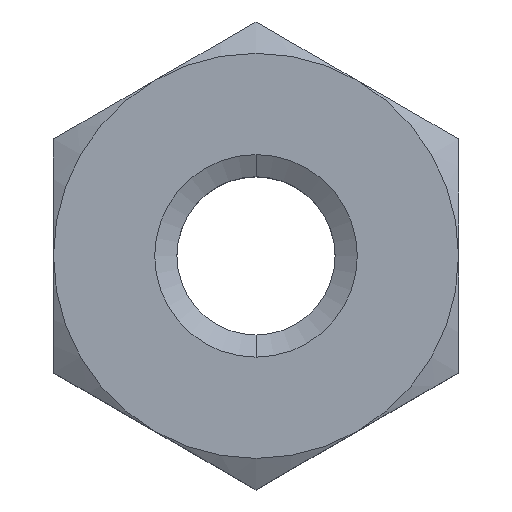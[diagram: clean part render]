
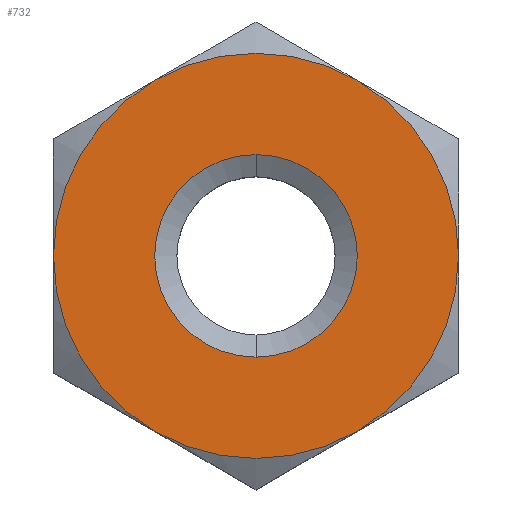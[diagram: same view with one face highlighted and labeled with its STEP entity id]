
A CAD part, top view. The second image highlights one B-rep face of the part: STEP entity #732.
In plain terms, the highlighted planar face has unit normal (0, 0, 1).
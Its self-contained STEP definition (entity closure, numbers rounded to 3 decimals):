
#282=CARTESIAN_POINT('',(0.,0.,1.3));
#283=DIRECTION('',(0.,0.,1.));
#284=DIRECTION('',(-0.5,-0.866,0.));
#285=AXIS2_PLACEMENT_3D('',#282,#283,#284);
#287=CARTESIAN_POINT('',(0.,0.,1.3));
#288=DIRECTION('',(0.,0.,-1.));
#289=DIRECTION('',(-0.5,-0.866,0.));
#290=AXIS2_PLACEMENT_3D('',#287,#288,#289);
#292=CARTESIAN_POINT('',(0.,0.,1.3));
#293=DIRECTION('',(0.,0.,-1.));
#294=DIRECTION('',(-1.,0.,0.));
#295=AXIS2_PLACEMENT_3D('',#292,#293,#294);
#297=CARTESIAN_POINT('',(0.,0.,1.3));
#298=DIRECTION('',(0.,0.,-1.));
#299=DIRECTION('',(0.5,0.866,0.));
#300=AXIS2_PLACEMENT_3D('',#297,#298,#299);
#302=CARTESIAN_POINT('',(0.,0.,1.3));
#303=DIRECTION('',(0.,0.,-1.));
#304=DIRECTION('',(1.,0.,0.));
#305=AXIS2_PLACEMENT_3D('',#302,#303,#304);
#307=CARTESIAN_POINT('',(0.,0.,1.3));
#308=DIRECTION('',(0.,0.,-1.));
#309=DIRECTION('',(0.,-1.,0.));
#310=AXIS2_PLACEMENT_3D('',#307,#308,#309);
#312=CARTESIAN_POINT('',(0.,0.,1.3));
#313=DIRECTION('',(0.,0.,-1.));
#314=DIRECTION('',(0.,1.,0.));
#315=AXIS2_PLACEMENT_3D('',#312,#313,#314);
#317=CARTESIAN_POINT('',(0.,0.,1.3));
#318=DIRECTION('',(0.,0.,1.));
#319=DIRECTION('',(0.5,0.866,0.));
#320=AXIS2_PLACEMENT_3D('',#317,#318,#319);
#402=CARTESIAN_POINT('',(-0.8,-1.386,1.3));
#403=CARTESIAN_POINT('',(-1.6,0.,1.3));
#404=VERTEX_POINT('',#402);
#405=VERTEX_POINT('',#403);
#406=CARTESIAN_POINT('',(-0.8,1.386,1.3));
#407=VERTEX_POINT('',#406);
#408=CARTESIAN_POINT('',(0.,-0.8,1.3));
#409=CARTESIAN_POINT('',(0.,0.8,1.3));
#410=VERTEX_POINT('',#408);
#411=VERTEX_POINT('',#409);
#412=CARTESIAN_POINT('',(0.8,1.386,1.3));
#413=CARTESIAN_POINT('',(1.6,0.,1.3));
#414=VERTEX_POINT('',#412);
#415=VERTEX_POINT('',#413);
#416=CARTESIAN_POINT('',(0.8,-1.386,1.3));
#417=VERTEX_POINT('',#416);
#712=CARTESIAN_POINT('',(0.,0.,1.3));
#713=DIRECTION('',(0.,0.,1.));
#714=DIRECTION('',(-1.,0.,0.));
#715=AXIS2_PLACEMENT_3D('',#712,#713,#714);
#716=PLANE('',#715);
#717=ORIENTED_EDGE('',*,*,#707,.F.);
#718=ORIENTED_EDGE('',*,*,#669,.T.);
#719=ORIENTED_EDGE('',*,*,#657,.T.);
#721=ORIENTED_EDGE('',*,*,#720,.F.);
#722=ORIENTED_EDGE('',*,*,#681,.T.);
#723=ORIENTED_EDGE('',*,*,#693,.T.);
#724=EDGE_LOOP('',(#717,#718,#719,#721,#722,#723));
#725=FACE_OUTER_BOUND('',#724,.F.);
#727=ORIENTED_EDGE('',*,*,#726,.F.);
#729=ORIENTED_EDGE('',*,*,#728,.F.);
#730=EDGE_LOOP('',(#727,#729));
#731=FACE_BOUND('',#730,.F.);
#732=ADVANCED_FACE('',(#725,#731),#716,.T.);
#286=CIRCLE('',#285,1.6);
#291=CIRCLE('',#290,1.6);
#296=CIRCLE('',#295,1.6);
#301=CIRCLE('',#300,1.6);
#306=CIRCLE('',#305,1.6);
#311=CIRCLE('',#310,0.8);
#316=CIRCLE('',#315,0.8);
#321=CIRCLE('',#320,1.6);
#657=EDGE_CURVE('',#405,#407,#296,.T.);
#669=EDGE_CURVE('',#404,#405,#291,.T.);
#681=EDGE_CURVE('',#414,#415,#301,.T.);
#693=EDGE_CURVE('',#415,#417,#306,.T.);
#707=EDGE_CURVE('',#404,#417,#286,.T.);
#720=EDGE_CURVE('',#414,#407,#321,.T.);
#726=EDGE_CURVE('',#410,#411,#311,.T.);
#728=EDGE_CURVE('',#411,#410,#316,.T.);
